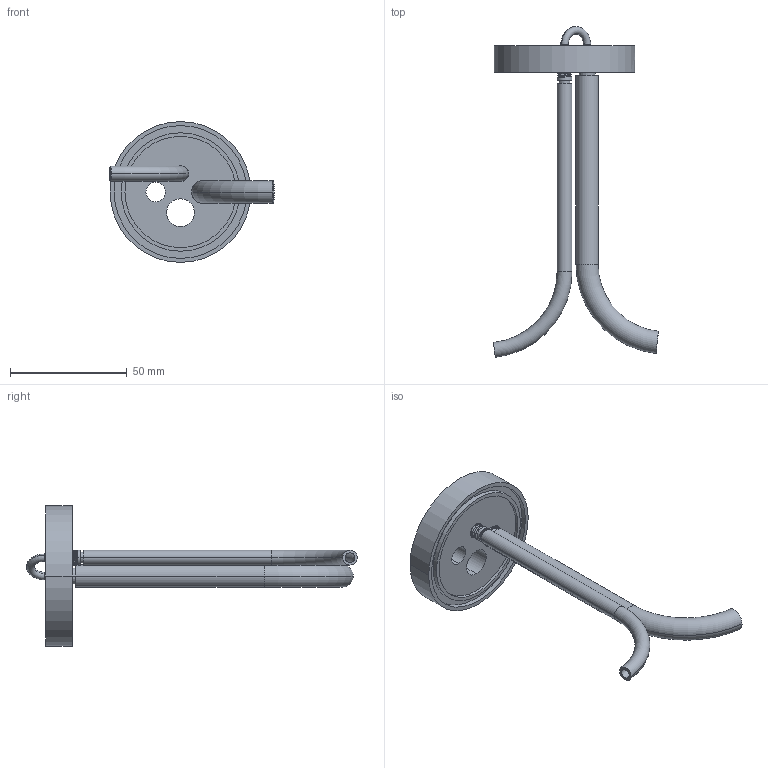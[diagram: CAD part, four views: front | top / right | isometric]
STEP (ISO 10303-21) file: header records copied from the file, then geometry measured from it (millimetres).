
FILE_DESCRIPTION((''),'2;1');
FILE_NAME('6-027_SW0001','2010-11-19T',('project'),(''),'PRO/ENGINEER BY PARAMETRIC TECHNOLOGY CORPORATION, 2009300','PRO/ENGINEER BY PARAMETRIC TECHNOLOGY CORPORATION, 2009300','');
FILE_SCHEMA(('CONFIG_CONTROL_DESIGN'));
Length unit declared in the file: inch
Products named in the file (1): 6-027_SW0001
Bounding box: 70.64 x 141.73 x 60.33 mm (x, y, z)
Surface area: 21801.6 mm2 (no closed solid volume)
Topology: 0 solids, 10 shells, 165 faces, 468 edges, 313 vertices
Faces by surface type: cylinder 63, plane 52, cone 24, torus 16, bspline 10
Entity records: 8144 total; most frequent: CARTESIAN_POINT 3993, ORIENTED_EDGE 827, DIRECTION 822, EDGE_CURVE 468, AXIS2_PLACEMENT_3D 334, VERTEX_POINT 313, EDGE_LOOP 191, CIRCLE 179
